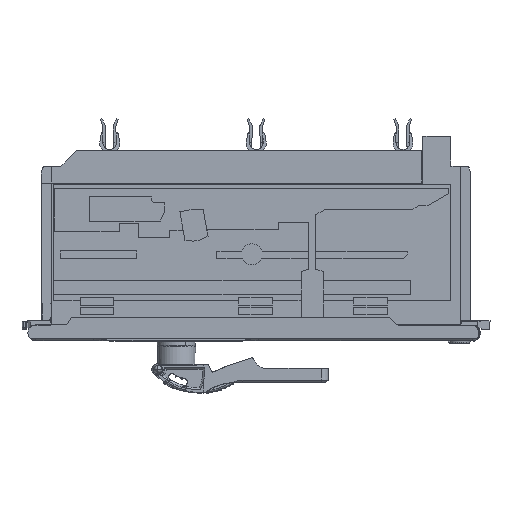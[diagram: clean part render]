
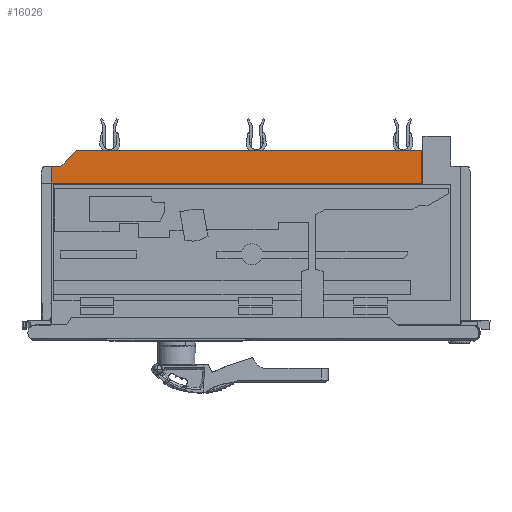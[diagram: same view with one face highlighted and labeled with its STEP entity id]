
A CAD part, top view. The second image highlights one B-rep face of the part: STEP entity #16026.
In plain terms, the highlighted planar face has unit normal (0, 0, 1).
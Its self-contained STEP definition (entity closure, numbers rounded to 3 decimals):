
#12763=AXIS2_PLACEMENT_3D('Circle Axis2P3D',#12761,#12762,$) ;
#15996=AXIS2_PLACEMENT_3D('Plane Axis2P3D',#15993,#15994,#15995) ;
#12758=CARTESIAN_POINT('Vertex',(47.143,213.243,24.5)) ;
#12761=CARTESIAN_POINT('Axis2P3D Location',(51.385,209.,24.5)) ;
#12765=CARTESIAN_POINT('Vertex',(51.385,215.,24.5)) ;
#12796=CARTESIAN_POINT('Vertex',(29.1,195.2,24.5)) ;
#12799=CARTESIAN_POINT('Line Origine',(38.121,204.221,24.5)) ;
#12898=CARTESIAN_POINT('Vertex',(17.,195.2,24.5)) ;
#12901=CARTESIAN_POINT('Line Origine',(23.05,195.2,24.5)) ;
#15952=CARTESIAN_POINT('Line Origine',(267.848,215.,24.5)) ;
#15956=CARTESIAN_POINT('Vertex',(484.311,215.,24.5)) ;
#15993=CARTESIAN_POINT('Axis2P3D Location',(0.,0.,24.5)) ;
#15998=CARTESIAN_POINT('Line Origine',(17.,184.5,24.5)) ;
#16002=CARTESIAN_POINT('Vertex',(17.,173.8,24.5)) ;
#16005=CARTESIAN_POINT('Line Origine',(250.655,173.8,24.5)) ;
#16009=CARTESIAN_POINT('Vertex',(484.311,173.8,24.5)) ;
#16012=CARTESIAN_POINT('Line Origine',(484.311,194.4,24.5)) ;
#12762=DIRECTION('Axis2P3D Direction',(0.,0.,1.)) ;
#12800=DIRECTION('Vector Direction',(0.707,0.707,0.)) ;
#12902=DIRECTION('Vector Direction',(1.,0.,0.)) ;
#15953=DIRECTION('Vector Direction',(1.,0.,0.)) ;
#15994=DIRECTION('Axis2P3D Direction',(0.,0.,1.)) ;
#15995=DIRECTION('Axis2P3D XDirection',(1.,0.,0.)) ;
#15999=DIRECTION('Vector Direction',(0.,-1.,0.)) ;
#16006=DIRECTION('Vector Direction',(-1.,0.,0.)) ;
#16013=DIRECTION('Vector Direction',(0.,-1.,0.)) ;
#12801=VECTOR('Line Direction',#12800,1.) ;
#12903=VECTOR('Line Direction',#12902,1.) ;
#15954=VECTOR('Line Direction',#15953,1.) ;
#16000=VECTOR('Line Direction',#15999,1.) ;
#16007=VECTOR('Line Direction',#16006,1.) ;
#16014=VECTOR('Line Direction',#16013,1.) ;
#16018=ORIENTED_EDGE('',*,*,#15958,.T.) ;
#16019=ORIENTED_EDGE('',*,*,#12767,.T.) ;
#16020=ORIENTED_EDGE('',*,*,#12803,.T.) ;
#16021=ORIENTED_EDGE('',*,*,#12905,.T.) ;
#16022=ORIENTED_EDGE('',*,*,#16004,.T.) ;
#16023=ORIENTED_EDGE('',*,*,#16011,.F.) ;
#16024=ORIENTED_EDGE('',*,*,#16016,.F.) ;
#16026=ADVANCED_FACE('Koerper.01_Gehaeuse_IGES',(#16025),#15997,.T.) ;
#12764=CIRCLE('generated circle',#12763,6.) ;
#12767=EDGE_CURVE('',#12766,#12759,#12764,.T.) ;
#12803=EDGE_CURVE('',#12759,#12797,#12802,.F.) ;
#12905=EDGE_CURVE('',#12797,#12899,#12904,.F.) ;
#15958=EDGE_CURVE('',#15957,#12766,#15955,.F.) ;
#16004=EDGE_CURVE('',#12899,#16003,#16001,.T.) ;
#16011=EDGE_CURVE('',#16010,#16003,#16008,.T.) ;
#16016=EDGE_CURVE('',#15957,#16010,#16015,.T.) ;
#16017=EDGE_LOOP('',(#16018,#16019,#16020,#16021,#16022,#16023,#16024)) ;
#16025=FACE_OUTER_BOUND('',#16017,.T.) ;
#12802=LINE('Line',#12799,#12801) ;
#12904=LINE('Line',#12901,#12903) ;
#15955=LINE('Line',#15952,#15954) ;
#16001=LINE('Line',#15998,#16000) ;
#16008=LINE('Line',#16005,#16007) ;
#16015=LINE('Line',#16012,#16014) ;
#15997=PLANE('Plane',#15996) ;
#12759=VERTEX_POINT('',#12758) ;
#12766=VERTEX_POINT('',#12765) ;
#12797=VERTEX_POINT('',#12796) ;
#12899=VERTEX_POINT('',#12898) ;
#15957=VERTEX_POINT('',#15956) ;
#16003=VERTEX_POINT('',#16002) ;
#16010=VERTEX_POINT('',#16009) ;
